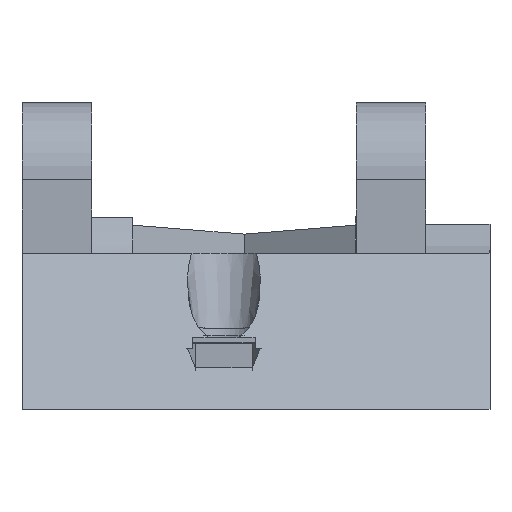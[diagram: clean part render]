
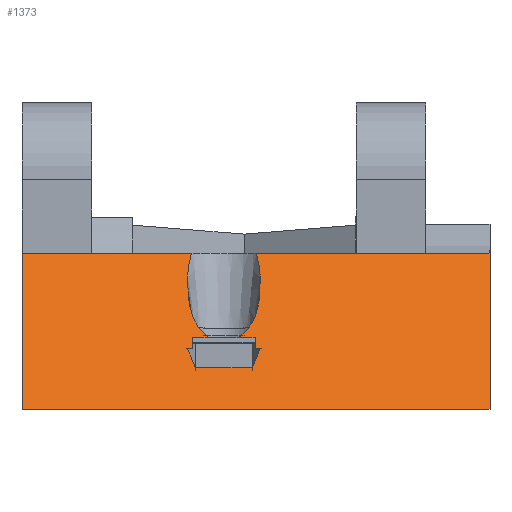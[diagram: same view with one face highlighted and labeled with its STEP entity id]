
A CAD part, front view. The second image highlights one B-rep face of the part: STEP entity #1373.
In plain terms, the highlighted planar face has unit normal (0, -0.809, 0.588).
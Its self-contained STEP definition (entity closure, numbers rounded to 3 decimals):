
#20=FACE_BOUND('',#185,.T.);
#42=PLANE('',#1493);
#111=FACE_OUTER_BOUND('',#184,.T.);
#184=EDGE_LOOP('',(#1109,#1110,#1111,#1112,#1113,#1114,#1115,#1116,#1117,
#1118,#1119,#1120,#1121,#1122,#1123,#1124));
#185=EDGE_LOOP('',(#1125,#1126,#1127,#1128,#1129,#1130,#1131,#1132));
#240=LINE('',#2045,#397);
#282=LINE('',#2133,#439);
#300=LINE('',#2171,#457);
#310=LINE('',#2189,#467);
#311=LINE('',#2192,#468);
#312=LINE('',#2194,#469);
#313=LINE('',#2196,#470);
#314=LINE('',#2198,#471);
#315=LINE('',#2199,#472);
#316=LINE('',#2202,#473);
#317=LINE('',#2205,#474);
#318=LINE('',#2207,#475);
#319=LINE('',#2209,#476);
#320=LINE('',#2211,#477);
#321=LINE('',#2213,#478);
#322=LINE('',#2215,#479);
#323=LINE('',#2217,#480);
#324=LINE('',#2218,#481);
#397=VECTOR('',#1638,1000.);
#439=VECTOR('',#1704,1000.);
#457=VECTOR('',#1738,1000.);
#467=VECTOR('',#1758,1000.);
#468=VECTOR('',#1761,1000.);
#469=VECTOR('',#1762,1000.);
#470=VECTOR('',#1763,1000.);
#471=VECTOR('',#1764,1000.);
#472=VECTOR('',#1765,1000.);
#473=VECTOR('',#1768,1000.);
#474=VECTOR('',#1769,1000.);
#475=VECTOR('',#1770,1000.);
#476=VECTOR('',#1771,1000.);
#477=VECTOR('',#1772,1000.);
#478=VECTOR('',#1773,1000.);
#479=VECTOR('',#1774,1000.);
#480=VECTOR('',#1775,1000.);
#481=VECTOR('',#1776,1000.);
#579=ELLIPSE('',#1448,3.357,1.948);
#581=ELLIPSE('',#1450,3.357,1.948);
#582=ELLIPSE('',#1457,5.322,2.501);
#583=ELLIPSE('',#1462,5.322,2.501);
#584=ELLIPSE('',#1494,3.947,1.984);
#585=ELLIPSE('',#1495,3.947,1.984);
#608=VERTEX_POINT('',#1974);
#609=VERTEX_POINT('',#1975);
#610=VERTEX_POINT('',#1977);
#613=VERTEX_POINT('',#1992);
#618=VERTEX_POINT('',#2015);
#622=VERTEX_POINT('',#2023);
#630=VERTEX_POINT('',#2042);
#631=VERTEX_POINT('',#2044);
#665=VERTEX_POINT('',#2132);
#677=VERTEX_POINT('',#2169);
#680=VERTEX_POINT('',#2188);
#681=VERTEX_POINT('',#2191);
#682=VERTEX_POINT('',#2193);
#683=VERTEX_POINT('',#2195);
#684=VERTEX_POINT('',#2197);
#685=VERTEX_POINT('',#2200);
#686=VERTEX_POINT('',#2203);
#687=VERTEX_POINT('',#2204);
#688=VERTEX_POINT('',#2206);
#689=VERTEX_POINT('',#2208);
#690=VERTEX_POINT('',#2210);
#691=VERTEX_POINT('',#2212);
#692=VERTEX_POINT('',#2214);
#693=VERTEX_POINT('',#2216);
#745=EDGE_CURVE('',#608,#610,#579,.T.);
#749=EDGE_CURVE('',#613,#609,#581,.T.);
#755=EDGE_CURVE('',#618,#609,#582,.T.);
#760=EDGE_CURVE('',#608,#622,#583,.T.);
#769=EDGE_CURVE('',#630,#631,#240,.T.);
#814=EDGE_CURVE('',#665,#631,#282,.T.);
#834=EDGE_CURVE('',#677,#630,#300,.T.);
#844=EDGE_CURVE('',#680,#677,#310,.T.);
#845=EDGE_CURVE('',#610,#680,#584,.T.);
#846=EDGE_CURVE('',#681,#622,#311,.T.);
#847=EDGE_CURVE('',#681,#682,#312,.T.);
#848=EDGE_CURVE('',#683,#682,#313,.T.);
#849=EDGE_CURVE('',#684,#683,#314,.T.);
#850=EDGE_CURVE('',#618,#684,#315,.T.);
#851=EDGE_CURVE('',#685,#613,#585,.T.);
#852=EDGE_CURVE('',#665,#685,#316,.T.);
#853=EDGE_CURVE('',#686,#687,#317,.T.);
#854=EDGE_CURVE('',#688,#686,#318,.T.);
#855=EDGE_CURVE('',#688,#689,#319,.T.);
#856=EDGE_CURVE('',#689,#690,#320,.T.);
#857=EDGE_CURVE('',#691,#690,#321,.T.);
#858=EDGE_CURVE('',#692,#691,#322,.T.);
#859=EDGE_CURVE('',#693,#692,#323,.T.);
#860=EDGE_CURVE('',#693,#687,#324,.T.);
#1109=ORIENTED_EDGE('',*,*,#769,.F.);
#1110=ORIENTED_EDGE('',*,*,#834,.F.);
#1111=ORIENTED_EDGE('',*,*,#844,.F.);
#1112=ORIENTED_EDGE('',*,*,#845,.F.);
#1113=ORIENTED_EDGE('',*,*,#745,.F.);
#1114=ORIENTED_EDGE('',*,*,#760,.T.);
#1115=ORIENTED_EDGE('',*,*,#846,.F.);
#1116=ORIENTED_EDGE('',*,*,#847,.T.);
#1117=ORIENTED_EDGE('',*,*,#848,.F.);
#1118=ORIENTED_EDGE('',*,*,#849,.F.);
#1119=ORIENTED_EDGE('',*,*,#850,.F.);
#1120=ORIENTED_EDGE('',*,*,#755,.T.);
#1121=ORIENTED_EDGE('',*,*,#749,.F.);
#1122=ORIENTED_EDGE('',*,*,#851,.F.);
#1123=ORIENTED_EDGE('',*,*,#852,.F.);
#1124=ORIENTED_EDGE('',*,*,#814,.T.);
#1125=ORIENTED_EDGE('',*,*,#853,.F.);
#1126=ORIENTED_EDGE('',*,*,#854,.F.);
#1127=ORIENTED_EDGE('',*,*,#855,.T.);
#1128=ORIENTED_EDGE('',*,*,#856,.T.);
#1129=ORIENTED_EDGE('',*,*,#857,.F.);
#1130=ORIENTED_EDGE('',*,*,#858,.F.);
#1131=ORIENTED_EDGE('',*,*,#859,.F.);
#1132=ORIENTED_EDGE('',*,*,#860,.T.);
#1373=ADVANCED_FACE('',(#111,#20),#42,.F.);
#1448=AXIS2_PLACEMENT_3D('',#1978,#1591,#1592);
#1450=AXIS2_PLACEMENT_3D('',#2003,#1595,#1596);
#1457=AXIS2_PLACEMENT_3D('',#2016,#1610,#1611);
#1462=AXIS2_PLACEMENT_3D('',#2025,#1620,#1621);
#1493=AXIS2_PLACEMENT_3D('',#2187,#1756,#1757);
#1494=AXIS2_PLACEMENT_3D('',#2190,#1759,#1760);
#1495=AXIS2_PLACEMENT_3D('',#2201,#1766,#1767);
#1591=DIRECTION('center_axis',(0.,-0.809,
0.588));
#1592=DIRECTION('ref_axis',(0.,-0.588,-0.809));
#1595=DIRECTION('center_axis',(0.,-0.809,0.588));
#1596=DIRECTION('ref_axis',(0.,-0.588,-0.809));
#1610=DIRECTION('center_axis',(0.,0.809,-0.588));
#1611=DIRECTION('ref_axis',(0.182,0.578,0.796));
#1620=DIRECTION('center_axis',(0.,0.809,-0.588));
#1621=DIRECTION('ref_axis',(-0.182,0.578,0.796));
#1638=DIRECTION('',(-1.,0.,0.));
#1704=DIRECTION('',(0.,-0.588,-0.809));
#1738=DIRECTION('',(0.,-0.588,-0.809));
#1756=DIRECTION('center_axis',(0.,0.809,
-0.588));
#1757=DIRECTION('ref_axis',(0.,0.588,0.809));
#1758=DIRECTION('',(1.,0.,0.));
#1759=DIRECTION('center_axis',(0.,-0.809,
0.588));
#1760=DIRECTION('ref_axis',(0.,-0.588,-0.809));
#1761=DIRECTION('',(-1.,0.,0.));
#1762=DIRECTION('',(0.,-0.588,-0.809));
#1763=DIRECTION('',(1.,0.,0.));
#1764=DIRECTION('',(0.,-0.588,-0.809));
#1765=DIRECTION('',(-1.,0.,0.));
#1766=DIRECTION('center_axis',(0.,-0.809,
0.588));
#1767=DIRECTION('ref_axis',(0.,-0.588,-0.809));
#1768=DIRECTION('',(1.,0.,0.));
#1769=DIRECTION('',(0.,-0.588,-0.809));
#1770=DIRECTION('',(-1.,0.,0.));
#1771=DIRECTION('',(0.,-0.588,-0.809));
#1772=DIRECTION('',(1.,0.,0.));
#1773=DIRECTION('',(0.321,0.557,0.766));
#1774=DIRECTION('',(1.,0.,0.));
#1775=DIRECTION('',(0.321,-0.557,-0.766));
#1776=DIRECTION('',(1.,0.,0.));
#1974=CARTESIAN_POINT('',(-3.073,-29.425,-12.5));
#1975=CARTESIAN_POINT('',(-4.927,-29.425,-12.5));
#1977=CARTESIAN_POINT('',(-2.052,-27.652,-10.06));
#1978=CARTESIAN_POINT('Origin',(-4.,-27.69,-10.111));
#1992=CARTESIAN_POINT('',(-5.948,-27.652,-10.06));
#2003=CARTESIAN_POINT('Origin',(-4.,-27.69,-10.111));
#2015=CARTESIAN_POINT('',(-4.804,-29.498,-12.6));
#2016=CARTESIAN_POINT('Origin',(-3.184,-26.622,-8.639));
#2023=CARTESIAN_POINT('',(-3.196,-29.498,-12.6));
#2025=CARTESIAN_POINT('Origin',(-4.816,-26.622,-8.639));
#2042=CARTESIAN_POINT('',(10.5,-32.331,-16.5));
#2044=CARTESIAN_POINT('',(-15.,-32.331,-16.5));
#2045=CARTESIAN_POINT('',(-15.,-32.331,-16.5));
#2132=CARTESIAN_POINT('',(-15.,-26.156,-8.));
#2133=CARTESIAN_POINT('',(-15.,-26.156,-8.));
#2169=CARTESIAN_POINT('',(10.5,-26.156,-8.));
#2171=CARTESIAN_POINT('',(10.5,-26.156,-8.));
#2187=CARTESIAN_POINT('Origin',(-20.,-24.7,-5.996));
#2188=CARTESIAN_POINT('',(-2.232,-26.156,-8.));
#2189=CARTESIAN_POINT('',(-20.,-26.156,-8.));
#2190=CARTESIAN_POINT('Origin',(-4.,-27.21,-9.452));
#2191=CARTESIAN_POINT('',(-2.3,-29.498,-12.6));
#2192=CARTESIAN_POINT('',(-0.9,-29.498,-12.6));
#2193=CARTESIAN_POINT('',(-2.3,-29.7,-12.878));
#2194=CARTESIAN_POINT('',(-2.3,-29.498,-12.6));
#2195=CARTESIAN_POINT('',(-5.7,-29.7,-12.878));
#2196=CARTESIAN_POINT('',(-20.,-29.7,-12.878));
#2197=CARTESIAN_POINT('',(-5.7,-29.498,-12.6));
#2198=CARTESIAN_POINT('',(-5.7,-29.498,-12.6));
#2199=CARTESIAN_POINT('',(-0.9,-29.498,-12.6));
#2200=CARTESIAN_POINT('',(-5.768,-26.156,-8.));
#2201=CARTESIAN_POINT('Origin',(-4.,-27.21,-9.452));
#2202=CARTESIAN_POINT('',(-20.,-26.156,-8.));
#2203=CARTESIAN_POINT('',(-5.7,-29.716,-12.9));
#2204=CARTESIAN_POINT('',(-5.7,-29.934,-13.2));
#2205=CARTESIAN_POINT('',(-5.7,-29.716,-12.9));
#2206=CARTESIAN_POINT('',(-2.3,-29.716,-12.9));
#2207=CARTESIAN_POINT('',(-20.,-29.716,-12.9));
#2208=CARTESIAN_POINT('',(-2.3,-29.934,-13.2));
#2209=CARTESIAN_POINT('',(-2.3,-29.716,-12.9));
#2210=CARTESIAN_POINT('',(-2.017,-29.934,-13.2));
#2211=CARTESIAN_POINT('',(-2.3,-29.934,-13.2));
#2212=CARTESIAN_POINT('',(-2.45,-30.685,-14.233));
#2213=CARTESIAN_POINT('',(-2.45,-30.685,-14.233));
#2214=CARTESIAN_POINT('',(-5.55,-30.685,-14.233));
#2215=CARTESIAN_POINT('',(-20.,-30.685,-14.233));
#2216=CARTESIAN_POINT('',(-5.983,-29.934,-13.2));
#2217=CARTESIAN_POINT('',(-5.983,-29.934,-13.2));
#2218=CARTESIAN_POINT('',(-7.1,-29.934,-13.2));
